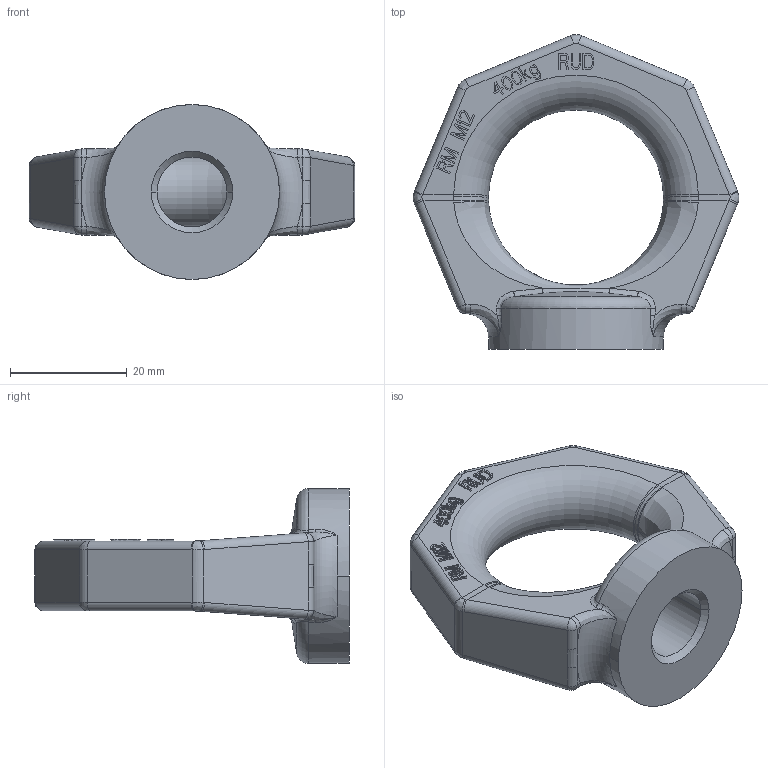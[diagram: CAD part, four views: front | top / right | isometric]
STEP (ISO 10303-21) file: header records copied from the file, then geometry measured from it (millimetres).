
FILE_DESCRIPTION((''),'2;1');
FILE_NAME('001-M31735-P-1','2004-10-07T',('Leichs'),(''),'PRO/ENGINEER BY PARAMETRIC TECHNOLOGY CORPORATION, 2001400','PRO/ENGINEER BY PARAMETRIC TECHNOLOGY CORPORATION, 2001400','');
FILE_SCHEMA(('CONFIG_CONTROL_DESIGN'));
Length unit declared in the file: millimetre
Products named in the file (1): 001-M31735-P-1
Bounding box: 55.87 x 53.93 x 30 mm (x, y, z)
Volume: 20152.9 mm3; surface area: 6886 mm2
Topology: 1 solids, 1 shells, 480 faces, 1300 edges, 840 vertices
Faces by surface type: plane 377, bspline 56, cylinder 34, torus 5, sphere 4, cone 4
Entity records: 17482 total; most frequent: CARTESIAN_POINT 5736, ORIENTED_EDGE 2600, DIRECTION 2140, EDGE_CURVE 1300, VECTOR 1084, LINE 1084, VERTEX_POINT 840, AXIS2_PLACEMENT_3D 528
